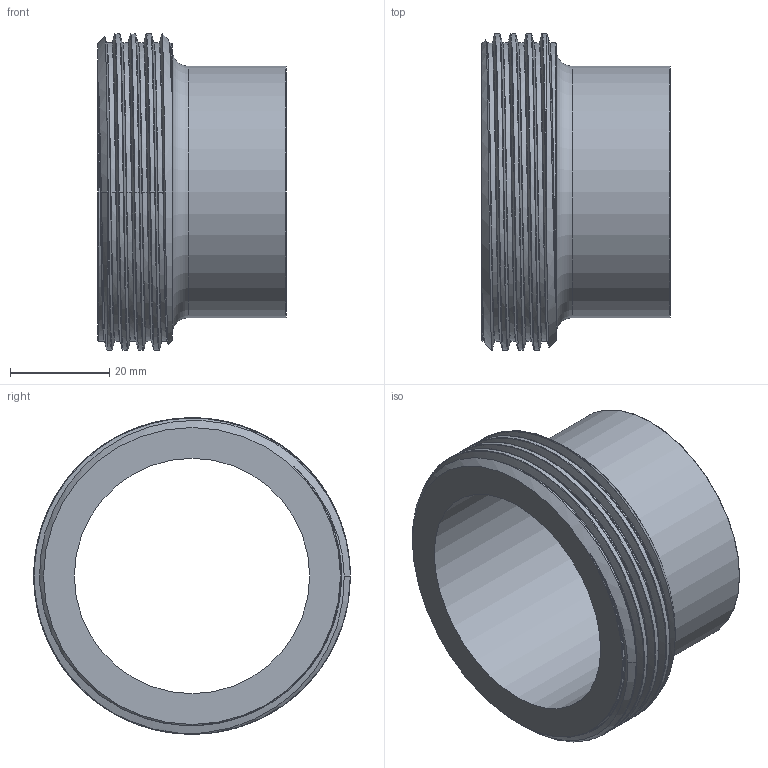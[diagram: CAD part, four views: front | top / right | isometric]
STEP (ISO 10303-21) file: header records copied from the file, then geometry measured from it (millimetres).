
FILE_DESCRIPTION(/* description */ (''),/* implementation_level */ '2;1');
FILE_NAME(/* name */ 'L15AJP-2.stp',/* time_stamp */ '2022-10-26T13:27:58-04:00',/* author */ ('ken'),/* organization */ (''),/* preprocessor_version */ 'ST-DEVELOPER v18.1',/* originating_system */ 'Autodesk Inventor 2020',/* authorisation */ '');
FILE_SCHEMA (('AUTOMOTIVE_DESIGN { 1 0 10303 214 3 1 1 }'));
Length unit declared in the file: inch
Products named in the file (1): L15AJP-2
Bounding box: 38.1 x 63.91 x 63.9 mm (x, y, z)
Volume: 24710.8 mm3; surface area: 16501.2 mm2
Topology: 1 solids, 1 shells, 28 faces, 82 edges, 57 vertices
Faces by surface type: cylinder 13, bspline 6, cone 3, torus 3, plane 3
Full cylindrical faces by diameter (mm): 47.498 x1, 50.8 x1, 60.223 x4, 63.906 x3
Entity records: 5512 total; most frequent: CARTESIAN_POINT 4775, ORIENTED_EDGE 164, DIRECTION 120, EDGE_CURVE 82, VERTEX_POINT 57, AXIS2_PLACEMENT_3D 53, B_SPLINE_CURVE_WITH_KNOTS 38, EDGE_LOOP 31
